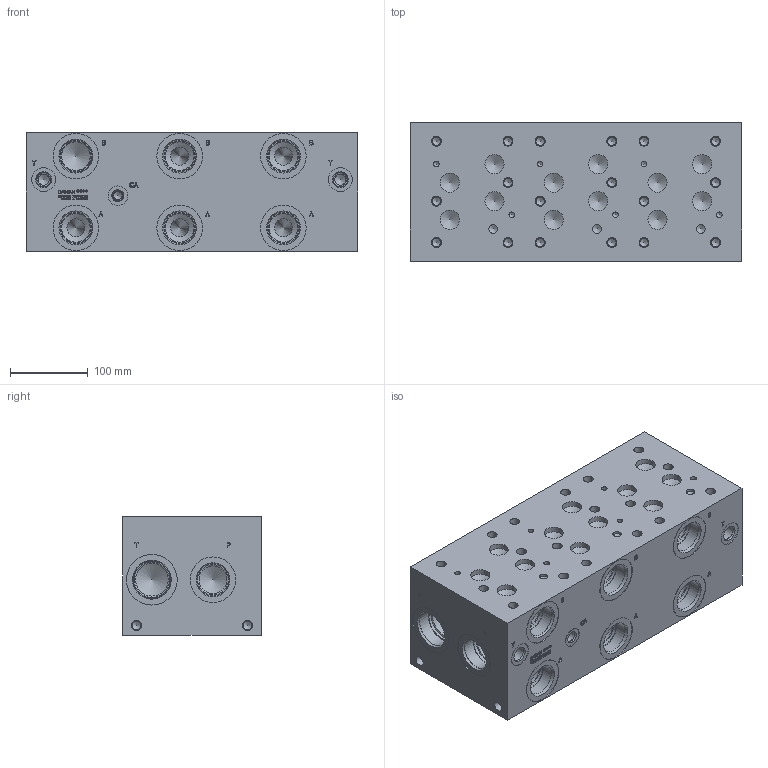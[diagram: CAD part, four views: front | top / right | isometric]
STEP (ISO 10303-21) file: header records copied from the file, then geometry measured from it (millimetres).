
FILE_DESCRIPTION(/* description */ (''),/* implementation_level */ '2;1');
FILE_NAME(/* name */ '_D08HP035S.stp',/* time_stamp */ '2020-03-10T13:14:40-04:00',/* author */ ('devonn'),/* organization */ (''),/* preprocessor_version */ 'ST-DEVELOPER v17',/* originating_system */ 'Autodesk Inventor 2019',/* authorisation */ '');
FILE_SCHEMA (('AUTOMOTIVE_DESIGN { 1 0 10303 214 3 1 1 }'));
Length unit declared in the file: millimetre
Products named in the file (1): Part_AD08HP035S_3D
Bounding box: 425.45 x 177.8 x 152.4 mm (x, y, z)
Volume: 10811595.1 mm3; surface area: 430414 mm2
Topology: 1 solids, 1 shells, 839 faces, 2287 edges, 1552 vertices
Faces by surface type: plane 427, bspline 187, cylinder 130, cone 95
Full cylindrical faces by diameter (mm): 7.137 x6, 10.719 x23, 11.125 x3, 12.7 x22, 12.9 x1, 14.275 x3, 14.529 x1, 17.501 x2, 19.05 x2, 19.253 x2, 24.613 x12, 25.019 x1, 30.632 x2, 35.712 x2, 36.906 x6, 39.218 x8, 41.275 x6, 41.28 x2, 41.758 x2, 42.062 x2, 43.51 x6, 45.568 x2, 47.625 x2, 48.057 x2, 58.572 x8, 65.126 x2
Entity records: 27934 total; most frequent: CARTESIAN_POINT 7054, ORIENTED_EDGE 4462, DIRECTION 3639, EDGE_CURVE 2231, VERTEX_POINT 1552, LINE 1381, VECTOR 1381, AXIS2_PLACEMENT_3D 1129
